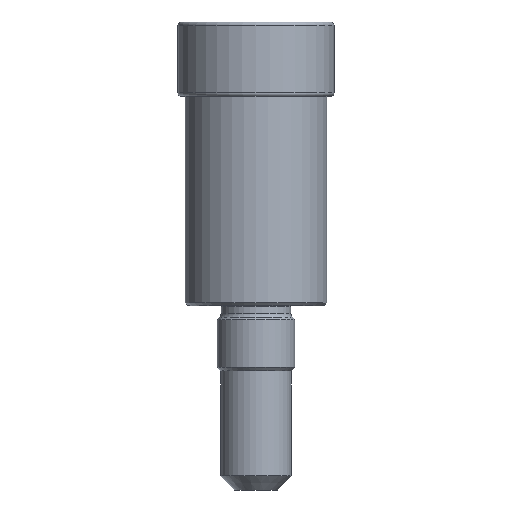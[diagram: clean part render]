
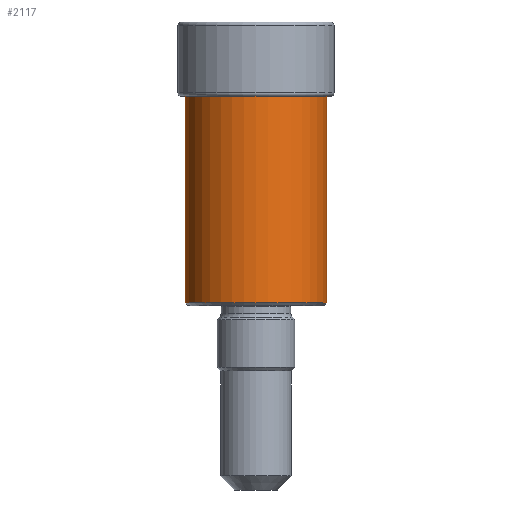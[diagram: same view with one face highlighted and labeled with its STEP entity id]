
A CAD part, front view. The second image highlights one B-rep face of the part: STEP entity #2117.
In plain terms, the highlighted cylindrical face has radius 5 mm (diameter 10 mm), a partial arc.
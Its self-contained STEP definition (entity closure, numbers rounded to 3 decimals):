
#552 = DIRECTION ( 'NONE',  ( 0., 0., -1. ) ) ;
#553 = VECTOR ( 'NONE', #552, 1000. ) ;
#554 = CARTESIAN_POINT ( 'NONE',  ( -5., 0., 0. ) ) ;
#568 = CARTESIAN_POINT ( 'NONE',  ( -5., 0., 27.75 ) ) ;
#575 = CARTESIAN_POINT ( 'NONE',  ( 5., 0., 27.75 ) ) ;
#583 = LINE ( 'NONE', #554, #553 ) ;
#682 = LINE ( 'NONE', #687, #686 ) ;
#685 = DIRECTION ( 'NONE',  ( 0., 0., -1. ) ) ;
#686 = VECTOR ( 'NONE', #685, 1000. ) ;
#687 = CARTESIAN_POINT ( 'NONE',  ( 5., 0., 0. ) ) ;
#721 = CARTESIAN_POINT ( 'NONE',  ( -5., 0., 13.2 ) ) ;
#726 = CARTESIAN_POINT ( 'NONE',  ( 5., 0., 13.2 ) ) ;
#923 = FACE_OUTER_BOUND ( 'NONE', #2046, .T. ) ;
#1074 = DIRECTION ( 'NONE',  ( -1., 0., 0. ) ) ;
#1075 = DIRECTION ( 'NONE',  ( 0., 0., -1. ) ) ;
#1076 = CARTESIAN_POINT ( 'NONE',  ( 0., 0., 13.2 ) ) ;
#1077 = AXIS2_PLACEMENT_3D ( 'NONE', #1076, #1075, #1074 ) ;
#1185 = CIRCLE ( 'NONE', #1077, 5. ) ;
#1531 = DIRECTION ( 'NONE',  ( -1., 0., 0. ) ) ;
#1532 = DIRECTION ( 'NONE',  ( 0., 0., -1. ) ) ;
#1533 = CARTESIAN_POINT ( 'NONE',  ( 0., 0., 27.75 ) ) ;
#1534 = CIRCLE ( 'NONE', #1590, 5. ) ;
#1590 = AXIS2_PLACEMENT_3D ( 'NONE', #1533, #1532, #1531 ) ;
#1661 = DIRECTION ( 'NONE',  ( -1., 0., 0. ) ) ;
#1662 = DIRECTION ( 'NONE',  ( 0., 0., -1. ) ) ;
#1663 = CARTESIAN_POINT ( 'NONE',  ( 0., 0., 0. ) ) ;
#1664 = AXIS2_PLACEMENT_3D ( 'NONE', #1663, #1662, #1661 ) ;
#1667 = CYLINDRICAL_SURFACE ( 'NONE', #1664, 5. ) ;
#1713 = VERTEX_POINT ( 'NONE', #575 ) ;
#1763 = EDGE_CURVE ( 'NONE', #1713, #1851, #682, .T. ) ;
#1783 = VERTEX_POINT ( 'NONE', #568 ) ;
#1785 = EDGE_CURVE ( 'NONE', #1783, #1839, #583, .T. ) ;
#1839 = VERTEX_POINT ( 'NONE', #721 ) ;
#1851 = VERTEX_POINT ( 'NONE', #726 ) ;
#1951 = ORIENTED_EDGE ( 'NONE', *, *, #1952, .F. ) ;
#1952 = EDGE_CURVE ( 'NONE', #1851, #1839, #1185, .T. ) ;
#1976 = ORIENTED_EDGE ( 'NONE', *, *, #2089, .T. ) ;
#2046 = EDGE_LOOP ( 'NONE', ( #2119, #1976, #2118, #1951 ) ) ;
#2089 = EDGE_CURVE ( 'NONE', #1713, #1783, #1534, .T. ) ;
#2117 = ADVANCED_FACE ( 'NONE', ( #923 ), #1667, .T. ) ;
#2118 = ORIENTED_EDGE ( 'NONE', *, *, #1785, .T. ) ;
#2119 = ORIENTED_EDGE ( 'NONE', *, *, #1763, .F. ) ;
